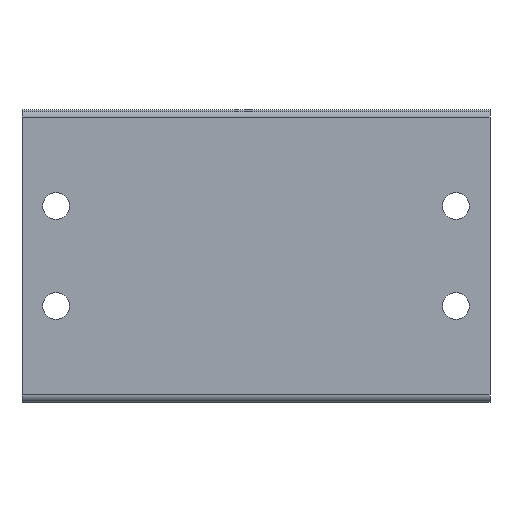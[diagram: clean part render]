
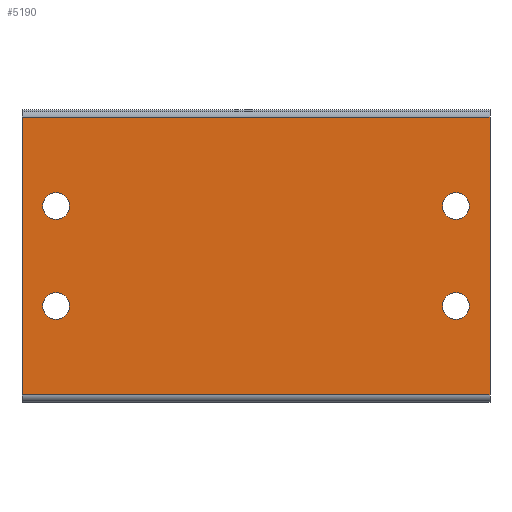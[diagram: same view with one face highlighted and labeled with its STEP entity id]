
A CAD part, front view. The second image highlights one B-rep face of the part: STEP entity #5190.
In plain terms, the highlighted face is planar.
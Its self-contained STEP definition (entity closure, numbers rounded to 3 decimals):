
#141=CARTESIAN_POINT('',(50.25,-10.25,-10.0));
#142=VERTEX_POINT('',#141);
#151=CARTESIAN_POINT('',(55.75,-10.25,-10.0));
#152=VERTEX_POINT('',#151);
#153=CARTESIAN_POINT('',(53.0,-10.25,-10.0));
#154=DIRECTION('',(0.0,0.0,1.0));
#155=DIRECTION('',(-1.0,0.0,0.0));
#156=AXIS2_PLACEMENT_3D('',#153,#154,#155);
#157=CIRCLE('',#156,2.75);
#158=EDGE_CURVE('',#152,#142,#157,.T.);
#183=CARTESIAN_POINT('',(-31.75,-10.25,-10.0));
#184=VERTEX_POINT('',#183);
#193=CARTESIAN_POINT('',(-26.25,-10.25,-10.0));
#194=VERTEX_POINT('',#193);
#195=CARTESIAN_POINT('',(-29.,-10.25,-10.0));
#196=DIRECTION('',(0.0,0.0,1.0));
#197=DIRECTION('',(-1.0,0.0,0.0));
#198=AXIS2_PLACEMENT_3D('',#195,#196,#197);
#199=CIRCLE('',#198,2.75);
#200=EDGE_CURVE('',#194,#184,#199,.T.);
#225=CARTESIAN_POINT('',(-31.75,10.25,-10.0));
#226=VERTEX_POINT('',#225);
#235=CARTESIAN_POINT('',(-26.25,10.25,-10.0));
#236=VERTEX_POINT('',#235);
#237=CARTESIAN_POINT('',(-29.,10.25,-10.0));
#238=DIRECTION('',(0.0,0.0,1.0));
#239=DIRECTION('',(-1.0,0.0,0.0));
#240=AXIS2_PLACEMENT_3D('',#237,#238,#239);
#241=CIRCLE('',#240,2.75);
#242=EDGE_CURVE('',#236,#226,#241,.T.);
#267=CARTESIAN_POINT('',(50.25,10.25,-10.0));
#268=VERTEX_POINT('',#267);
#277=CARTESIAN_POINT('',(55.75,10.25,-10.0));
#278=VERTEX_POINT('',#277);
#279=CARTESIAN_POINT('',(53.0,10.25,-10.0));
#280=DIRECTION('',(0.0,0.0,1.0));
#281=DIRECTION('',(-1.0,0.0,0.0));
#282=AXIS2_PLACEMENT_3D('',#279,#280,#281);
#283=CIRCLE('',#282,2.75);
#284=EDGE_CURVE('',#278,#268,#283,.T.);
#2494=CARTESIAN_POINT('',(-36.0,-28.5,-10.0));
#2495=VERTEX_POINT('',#2494);
#2503=CARTESIAN_POINT('',(60.,-28.5,-10.0));
#2504=VERTEX_POINT('',#2503);
#2505=CARTESIAN_POINT('',(-36.0,-28.5,-10.0));
#2506=DIRECTION('',(1.0,0.0,0.0));
#2507=VECTOR('',#2506,96.0);
#2508=LINE('',#2505,#2507);
#2509=EDGE_CURVE('',#2495,#2504,#2508,.T.);
#2620=CARTESIAN_POINT('',(60.0,28.5,-10.0));
#2621=VERTEX_POINT('',#2620);
#2629=CARTESIAN_POINT('',(-36.0,28.5,-10.0));
#2630=VERTEX_POINT('',#2629);
#2631=CARTESIAN_POINT('',(60.0,28.5,-10.0));
#2632=DIRECTION('',(-1.0,0.0,0.0));
#2633=VECTOR('',#2632,96.0);
#2634=LINE('',#2631,#2633);
#2635=EDGE_CURVE('',#2621,#2630,#2634,.T.);
#2734=CARTESIAN_POINT('',(60.,-28.5,-10.0));
#2735=DIRECTION('',(0.0,1.0,0.0));
#2736=VECTOR('',#2735,57.0);
#2737=LINE('',#2734,#2736);
#2738=EDGE_CURVE('',#2504,#2621,#2737,.T.);
#5039=CARTESIAN_POINT('',(53.0,10.25,-10.0));
#5040=DIRECTION('',(0.0,0.0,1.0));
#5041=DIRECTION('',(-1.0,0.0,0.0));
#5042=AXIS2_PLACEMENT_3D('',#5039,#5040,#5041);
#5043=CIRCLE('',#5042,2.75);
#5044=EDGE_CURVE('',#268,#278,#5043,.T.);
#5063=CARTESIAN_POINT('',(-29.,10.25,-10.0));
#5064=DIRECTION('',(0.0,0.0,1.0));
#5065=DIRECTION('',(-1.0,0.0,0.0));
#5066=AXIS2_PLACEMENT_3D('',#5063,#5064,#5065);
#5067=CIRCLE('',#5066,2.75);
#5068=EDGE_CURVE('',#226,#236,#5067,.T.);
#5087=CARTESIAN_POINT('',(-29.,-10.25,-10.0));
#5088=DIRECTION('',(0.0,0.0,1.0));
#5089=DIRECTION('',(-1.0,0.0,0.0));
#5090=AXIS2_PLACEMENT_3D('',#5087,#5088,#5089);
#5091=CIRCLE('',#5090,2.75);
#5092=EDGE_CURVE('',#184,#194,#5091,.T.);
#5111=CARTESIAN_POINT('',(53.0,-10.25,-10.0));
#5112=DIRECTION('',(0.0,0.0,1.0));
#5113=DIRECTION('',(-1.0,0.0,0.0));
#5114=AXIS2_PLACEMENT_3D('',#5111,#5112,#5113);
#5115=CIRCLE('',#5114,2.75);
#5116=EDGE_CURVE('',#142,#152,#5115,.T.);
#5127=CARTESIAN_POINT('',(-36.0,28.5,-10.0));
#5128=DIRECTION('',(0.0,-1.0,0.0));
#5129=VECTOR('',#5128,57.);
#5130=LINE('',#5127,#5129);
#5131=EDGE_CURVE('',#2630,#2495,#5130,.T.);
#5163=CARTESIAN_POINT('',(12.0,0.,-10.0));
#5164=DIRECTION('',(0.0,0.0,1.0));
#5165=DIRECTION('',(1.0,0.0,0.0));
#5166=AXIS2_PLACEMENT_3D('',#5163,#5164,#5165);
#5167=PLANE('',#5166);
#5168=ORIENTED_EDGE('',*,*,#2635,.F.);
#5169=ORIENTED_EDGE('',*,*,#2738,.F.);
#5170=ORIENTED_EDGE('',*,*,#2509,.F.);
#5171=ORIENTED_EDGE('',*,*,#5131,.F.);
#5172=EDGE_LOOP('',(#5168,#5169,#5170,#5171));
#5173=FACE_OUTER_BOUND('',#5172,.T.);
#5174=ORIENTED_EDGE('',*,*,#284,.T.);
#5175=ORIENTED_EDGE('',*,*,#5044,.T.);
#5176=EDGE_LOOP('',(#5174,#5175));
#5177=FACE_BOUND('',#5176,.T.);
#5178=ORIENTED_EDGE('',*,*,#242,.T.);
#5179=ORIENTED_EDGE('',*,*,#5068,.T.);
#5180=EDGE_LOOP('',(#5178,#5179));
#5181=FACE_BOUND('',#5180,.T.);
#5182=ORIENTED_EDGE('',*,*,#200,.T.);
#5183=ORIENTED_EDGE('',*,*,#5092,.T.);
#5184=EDGE_LOOP('',(#5182,#5183));
#5185=FACE_BOUND('',#5184,.T.);
#5186=ORIENTED_EDGE('',*,*,#158,.T.);
#5187=ORIENTED_EDGE('',*,*,#5116,.T.);
#5188=EDGE_LOOP('',(#5186,#5187));
#5189=FACE_BOUND('',#5188,.T.);
#5190=ADVANCED_FACE('',(#5173,#5177,#5181,#5185,#5189),#5167,.F.);
